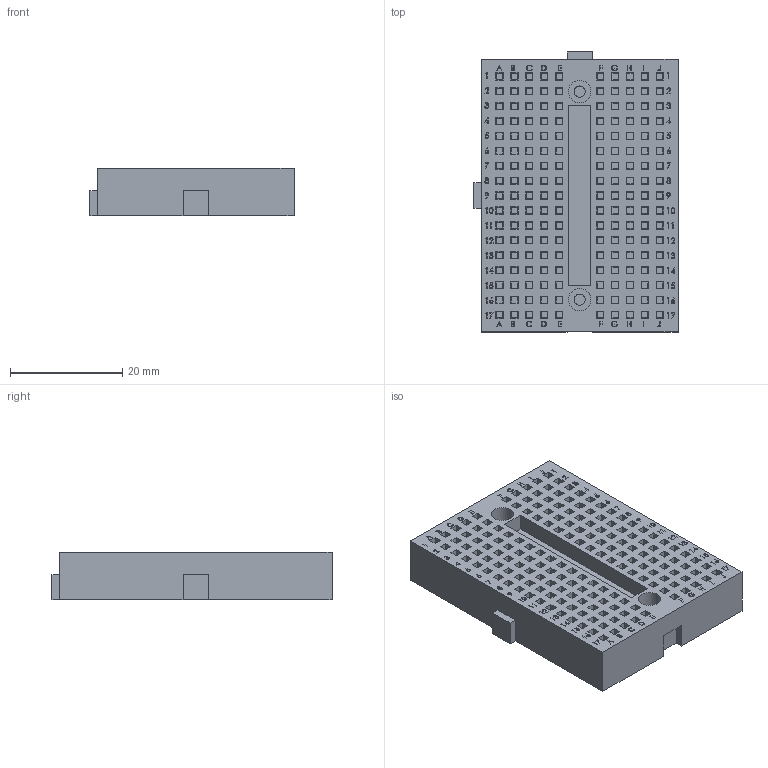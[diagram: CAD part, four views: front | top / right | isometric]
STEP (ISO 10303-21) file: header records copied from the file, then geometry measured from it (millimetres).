
FILE_DESCRIPTION(/* description */ (''),/* implementation_level */ '2;1');
FILE_NAME(/* name */ 'MiniProto.step',/* time_stamp */ '2019-10-23T09:59:31-05:00',/* author */ (''),/* organization */ (''),/* preprocessor_version */ 'ST-DEVELOPER v18',/* originating_system */ 'Autodesk Translation Framework v8.6.0.1094',/* authorisation */ '');
FILE_SCHEMA (('AUTOMOTIVE_DESIGN { 1 0 10303 214 3 1 1 }'));
Products named in the file (1): (Unsaved)
Bounding box: 36.3 x 49.8 x 8.5 mm (x, y, z)
Volume: 11941.2 mm3; surface area: 11362.9 mm2
Topology: 1 solids, 1 shells, 1659 faces, 4210 edges, 2822 vertices
Faces by surface type: plane 975, cylinder 684
Full cylindrical faces by diameter (mm): 2 x2, 4 x2
Entity records: 62929 total; most frequent: CARTESIAN_POINT 20872, ORIENTED_EDGE 8420, DIRECTION 7930, EDGE_CURVE 4210, LINE 3218, VECTOR 3218, VERTEX_POINT 2822, AXIS2_PLACEMENT_3D 2356
